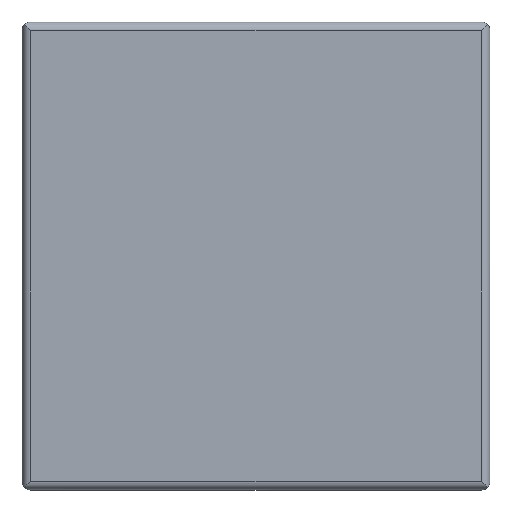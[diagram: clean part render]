
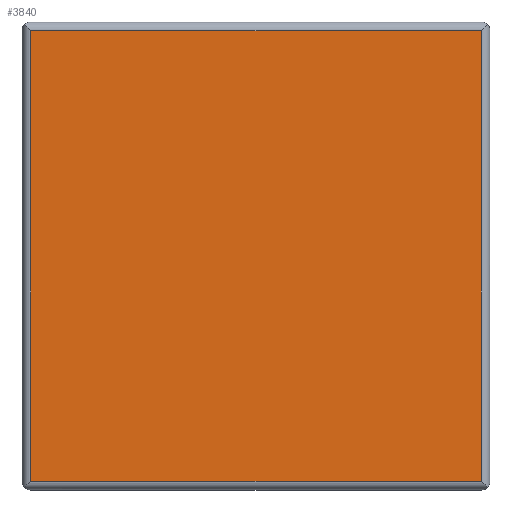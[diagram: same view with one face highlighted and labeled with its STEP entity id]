
A CAD part, top view. The second image highlights one B-rep face of the part: STEP entity #3840.
In plain terms, the highlighted planar face has unit normal (0, 0, 1).
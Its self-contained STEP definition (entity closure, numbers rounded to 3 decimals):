
#3450=CARTESIAN_POINT('',(0.,0.,5.));
#3460=DIRECTION('',(0.,0.,1.));
#3470=DIRECTION('',(1.,0.,0.));
#3480=AXIS2_PLACEMENT_3D('',#3450,#3460,#3470);
#3490=PLANE('',#3480);
#3500=CARTESIAN_POINT('',(58.5,0.,5.));
#3510=DIRECTION('',(0.,1.,0.));
#3520=VECTOR('',#3510,1.);
#3530=LINE('',#3500,#3520);
#3540=CARTESIAN_POINT('',(58.5,-18.5,5.));
#3550=VERTEX_POINT('',#3540);
#3560=CARTESIAN_POINT('',(58.5,58.5,5.));
#3570=VERTEX_POINT('',#3560);
#3580=EDGE_CURVE('',#3550,#3570,#3530,.T.);
#3590=ORIENTED_EDGE('',*,*,#3580,.T.);
#3600=CARTESIAN_POINT('',(0.,-18.5,5.));
#3610=DIRECTION('',(1.,0.,0.));
#3620=VECTOR('',#3610,1.);
#3630=LINE('',#3600,#3620);
#3640=CARTESIAN_POINT('',(-18.5,-18.5,5.));
#3650=VERTEX_POINT('',#3640);
#3660=EDGE_CURVE('',#3650,#3550,#3630,.T.);
#3670=ORIENTED_EDGE('',*,*,#3660,.T.);
#3680=CARTESIAN_POINT('',(-18.5,0.,5.));
#3690=DIRECTION('',(0.,-1.,0.));
#3700=VECTOR('',#3690,1.);
#3710=LINE('',#3680,#3700);
#3720=CARTESIAN_POINT('',(-18.5,58.5,5.));
#3730=VERTEX_POINT('',#3720);
#3740=EDGE_CURVE('',#3730,#3650,#3710,.T.);
#3750=ORIENTED_EDGE('',*,*,#3740,.T.);
#3760=CARTESIAN_POINT('',(0.,58.5,5.));
#3770=DIRECTION('',(-1.,0.,0.));
#3780=VECTOR('',#3770,1.);
#3790=LINE('',#3760,#3780);
#3800=EDGE_CURVE('',#3570,#3730,#3790,.T.);
#3810=ORIENTED_EDGE('',*,*,#3800,.T.);
#3820=EDGE_LOOP('',(#3810,#3750,#3670,#3590));
#3830=FACE_OUTER_BOUND('',#3820,.T.);
#3840=ADVANCED_FACE('',(#3830),#3490,.T.);
